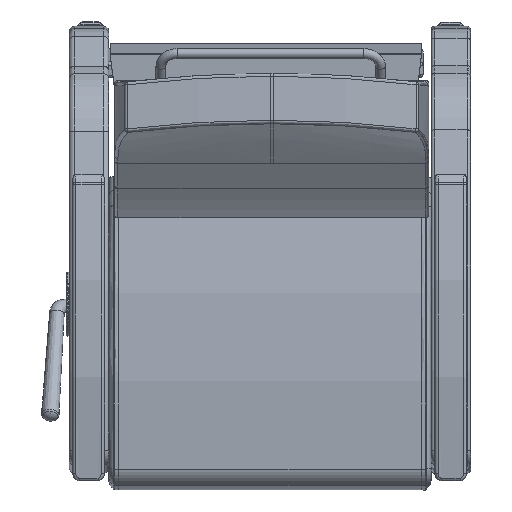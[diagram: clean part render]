
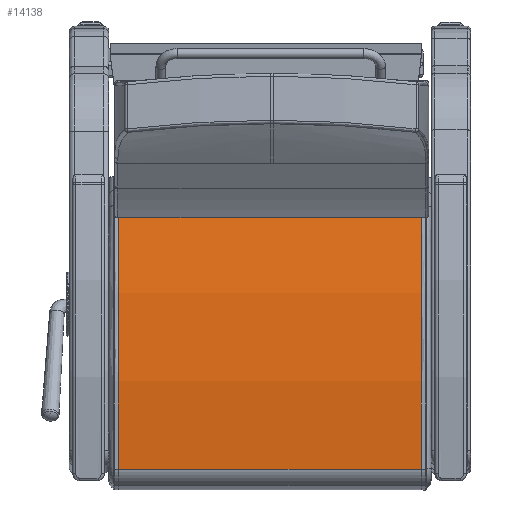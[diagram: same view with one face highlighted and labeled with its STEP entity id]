
A CAD part, front view. The second image highlights one B-rep face of the part: STEP entity #14138.
In plain terms, the highlighted free-form (B-spline) face has degree [1, 2] with [2, 3] control points.
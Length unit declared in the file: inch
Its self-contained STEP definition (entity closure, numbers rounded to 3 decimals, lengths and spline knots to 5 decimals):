
#471=(
BOUNDED_SURFACE()
B_SPLINE_SURFACE(1,2,((#35633,#35634,#35635),(#35636,#35637,#35638)),
 .UNSPECIFIED.,.F.,.F.,.F.)
B_SPLINE_SURFACE_WITH_KNOTS((2,2),(3,3),(-0.19254,0.19254),
(1.36178,1.69928),.UNSPECIFIED.)
GEOMETRIC_REPRESENTATION_ITEM()
RATIONAL_B_SPLINE_SURFACE(((1.,0.986,1.),(1.,0.986,
1.)))
REPRESENTATION_ITEM('')
SURFACE()
);
#963=ELLIPSE('',#15519,60.05357,60.);
#975=ELLIPSE('',#15561,60.05357,60.);
#1715=LINE('',#35632,#2587);
#1716=LINE('',#35639,#2588);
#2587=VECTOR('',#18178,0.3937);
#2588=VECTOR('',#18179,0.3937);
#3489=FACE_OUTER_BOUND('',#4442,.T.);
#4442=EDGE_LOOP('',(#10755,#10756,#10757,#10758));
#6599=VERTEX_POINT('',#34805);
#6600=VERTEX_POINT('',#34828);
#6640=VERTEX_POINT('',#35045);
#6641=VERTEX_POINT('',#35068);
#8061=EDGE_CURVE('',#6600,#6599,#963,.T.);
#8120=EDGE_CURVE('',#6641,#6640,#975,.T.);
#8200=EDGE_CURVE('',#6599,#6641,#1715,.T.);
#8201=EDGE_CURVE('',#6600,#6640,#1716,.T.);
#10755=ORIENTED_EDGE('',*,*,#8061,.F.);
#10756=ORIENTED_EDGE('',*,*,#8201,.T.);
#10757=ORIENTED_EDGE('',*,*,#8120,.F.);
#10758=ORIENTED_EDGE('',*,*,#8200,.F.);
#14138=ADVANCED_FACE('',(#3489),#471,.F.);
#15519=AXIS2_PLACEMENT_3D('',#34830,#17931,#17932);
#15561=AXIS2_PLACEMENT_3D('',#35070,#18040,#18041);
#17931=DIRECTION('center_axis',(0.,0.,-1.));
#17932=DIRECTION('ref_axis',(1.,0.,0.));
#18040=DIRECTION('center_axis',(0.,0.,1.));
#18041=DIRECTION('ref_axis',(1.,0.,0.));
#18178=DIRECTION('',(0.,0.,1.));
#18179=DIRECTION('',(0.,0.,1.));
#34805=CARTESIAN_POINT('',(10.1114,0.44486,-11.5625));
#34828=CARTESIAN_POINT('',(-10.04459,1.25621,-11.5625));
#34830=CARTESIAN_POINT('Origin',(-2.34979,-58.24922,-11.5625));
#35045=CARTESIAN_POINT('',(-10.04459,1.25621,11.5625));
#35068=CARTESIAN_POINT('',(10.1114,0.44486,11.5625));
#35070=CARTESIAN_POINT('Origin',(-2.34979,-58.24922,11.5625));
#35632=CARTESIAN_POINT('',(10.1114,0.44486,0.));
#35633=CARTESIAN_POINT('Ctrl Pts',(10.1114,0.44486,-11.5625));
#35634=CARTESIAN_POINT('Ctrl Pts',(0.10258,2.56602,-11.5625));
#35635=CARTESIAN_POINT('Ctrl Pts',(-10.04459,1.25621,-11.5625));
#35636=CARTESIAN_POINT('Ctrl Pts',(10.1114,0.44486,11.5625));
#35637=CARTESIAN_POINT('Ctrl Pts',(0.10258,2.56602,11.5625));
#35638=CARTESIAN_POINT('Ctrl Pts',(-10.04459,1.25621,11.5625));
#35639=CARTESIAN_POINT('',(-10.04459,1.25621,0.));
